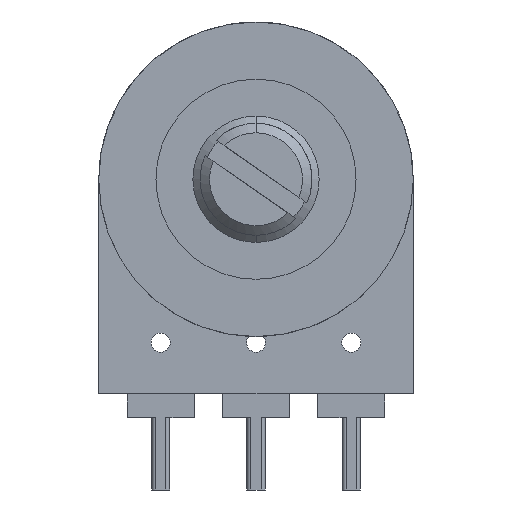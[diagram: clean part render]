
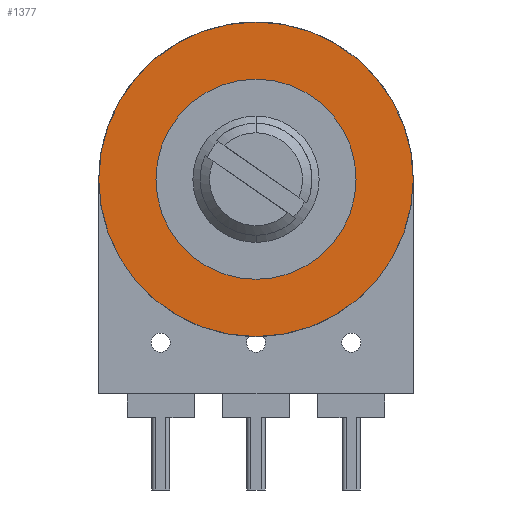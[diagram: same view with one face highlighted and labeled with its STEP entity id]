
A CAD part, front view. The second image highlights one B-rep face of the part: STEP entity #1377.
In plain terms, the highlighted planar face has unit normal (0, -1, 0).
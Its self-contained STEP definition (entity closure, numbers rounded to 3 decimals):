
#425 = EDGE_CURVE('',#426,#428,#430,.T.);
#426 = VERTEX_POINT('',#427);
#427 = CARTESIAN_POINT('',(0.,-2.625,9.845));
#428 = VERTEX_POINT('',#429);
#429 = CARTESIAN_POINT('',(0.,-2.625,20.513));
#430 = CIRCLE('',#431,5.334);
#431 = AXIS2_PLACEMENT_3D('',#432,#433,#434);
#432 = CARTESIAN_POINT('',(0.,-2.625,15.179));
#433 = DIRECTION('',(0.,-1.,0.));
#434 = DIRECTION('',(0.,0.,-1.));
#509 = VERTEX_POINT('',#510);
#510 = CARTESIAN_POINT('',(0.,-2.625,23.561));
#516 = EDGE_CURVE('',#517,#509,#519,.T.);
#517 = VERTEX_POINT('',#518);
#518 = CARTESIAN_POINT('',(0.,-2.625,6.797));
#519 = CIRCLE('',#520,8.382);
#520 = AXIS2_PLACEMENT_3D('',#521,#522,#523);
#521 = CARTESIAN_POINT('',(0.,-2.625,15.179));
#522 = DIRECTION('',(0.,-1.,0.));
#523 = DIRECTION('',(0.,0.,-1.));
#952 = EDGE_CURVE('',#509,#517,#953,.T.);
#953 = CIRCLE('',#954,8.382);
#954 = AXIS2_PLACEMENT_3D('',#955,#956,#957);
#955 = CARTESIAN_POINT('',(0.,-2.625,15.179));
#956 = DIRECTION('',(0.,-1.,0.));
#957 = DIRECTION('',(0.,0.,-1.));
#1364 = EDGE_CURVE('',#428,#426,#1365,.T.);
#1365 = CIRCLE('',#1366,5.334);
#1366 = AXIS2_PLACEMENT_3D('',#1367,#1368,#1369);
#1367 = CARTESIAN_POINT('',(0.,-2.625,15.179));
#1368 = DIRECTION('',(0.,-1.,0.));
#1369 = DIRECTION('',(0.,0.,-1.));
#1377 = ADVANCED_FACE('',(#1378,#1382),#1386,.T.);
#1378 = FACE_BOUND('',#1379,.T.);
#1379 = EDGE_LOOP('',(#1380,#1381));
#1380 = ORIENTED_EDGE('',*,*,#425,.F.);
#1381 = ORIENTED_EDGE('',*,*,#1364,.F.);
#1382 = FACE_BOUND('',#1383,.T.);
#1383 = EDGE_LOOP('',(#1384,#1385));
#1384 = ORIENTED_EDGE('',*,*,#516,.T.);
#1385 = ORIENTED_EDGE('',*,*,#952,.T.);
#1386 = PLANE('',#1387);
#1387 = AXIS2_PLACEMENT_3D('',#1388,#1389,#1390);
#1388 = CARTESIAN_POINT('',(0.,-2.625,15.179));
#1389 = DIRECTION('',(0.,-1.,0.));
#1390 = DIRECTION('',(0.,0.,-1.));
